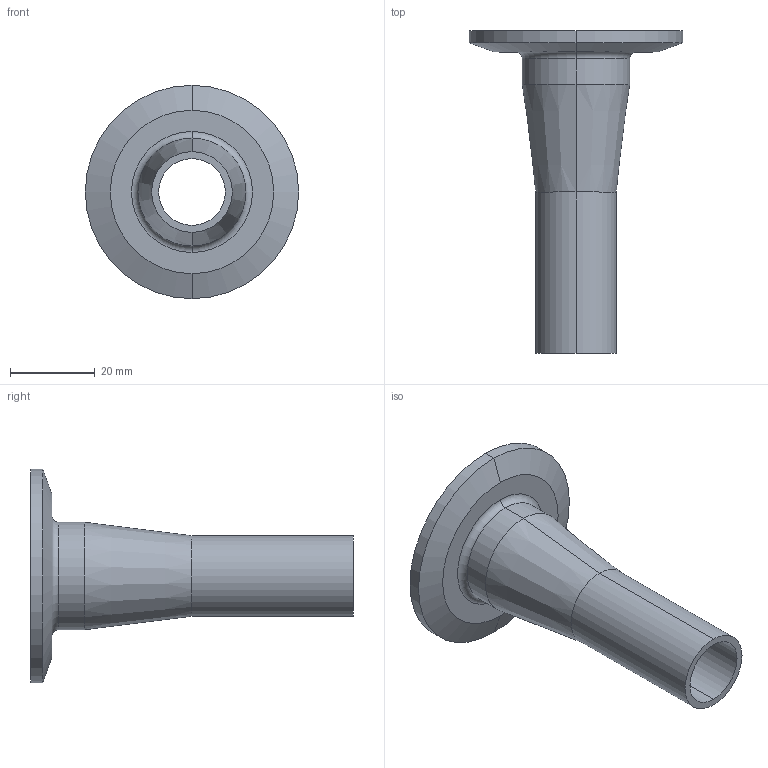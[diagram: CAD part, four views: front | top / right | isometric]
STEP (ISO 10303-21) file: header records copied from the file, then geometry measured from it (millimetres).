
FILE_DESCRIPTION (( 'STEP AP214' ), '1' );
FILE_NAME ('DT26C 25.4x19.05 B.STEP', '2014-03-18T06:29:18', ( '' ), ( '' ), 'SwSTEP 2.0', 'SolidWorks 2013', '' );
FILE_SCHEMA (( 'AUTOMOTIVE_DESIGN' ));
Length unit declared in the file: inch
Products named in the file (3): 26C 25.4; DT26C 25.4x19.05 B; DT26C 25.4x19.05
Assembly tree (2 placements, depth 2):
  DT26C 25.4x19.05 B
    DT26C 25.4x19.05
    26C 25.4
Bounding box: 50.4 x 76.2 x 50.4 mm (x, y, z)
Volume: 13789.8 mm3; surface area: 13053 mm2
Topology: 2 solids, 2 shells, 36 faces, 72 edges, 42 vertices
Faces by surface type: cone 10, cylinder 10, torus 10, plane 6
Entity records: 1076 total; most frequent: DIRECTION 206, CARTESIAN_POINT 155, ORIENTED_EDGE 144, AXIS2_PLACEMENT_3D 93, EDGE_CURVE 72, CIRCLE 52, VERTEX_POINT 42, EDGE_LOOP 42
